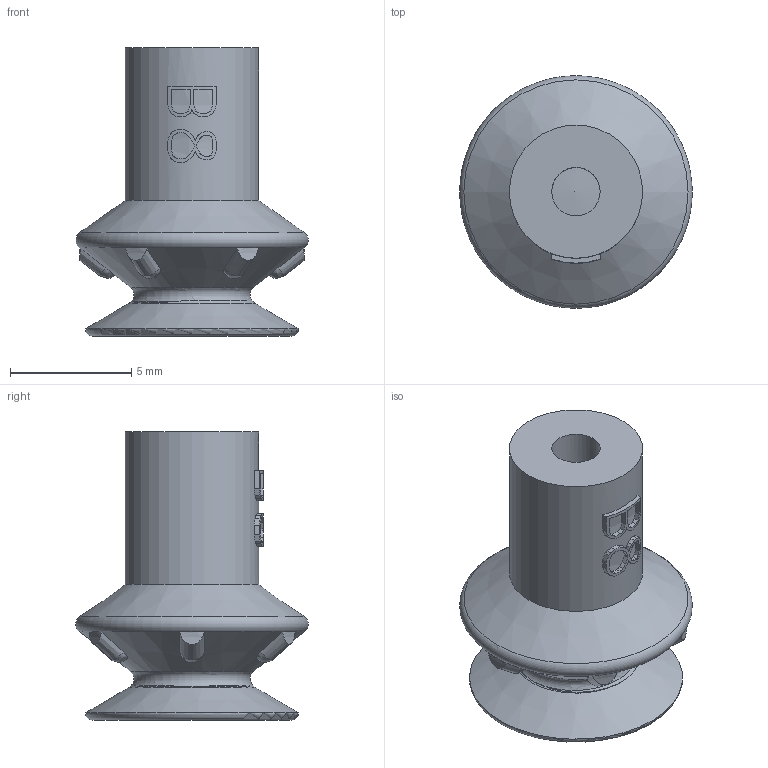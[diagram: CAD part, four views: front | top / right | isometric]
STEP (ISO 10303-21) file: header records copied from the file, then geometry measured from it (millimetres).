
FILE_DESCRIPTION(/* description */ ('Unknown'),/* implementation_level */ '2;1');
FILE_NAME(/* name */ 'S_A002_BXXX',/* time_stamp */ '2018-11-01T10:23:43+01:00',/* author */ ('Unknown'),/* organization */ ('Unknown'),/* preprocessor_version */ 'ST-DEVELOPER v16.7',/* originating_system */ 'DEX',/* authorisation */ $);
FILE_SCHEMA (('AUTOMOTIVE_DESIGN {1 0 10303 214 3 1 1}'));
Length unit declared in the file: millimetre
Products named in the file (4): S_A002_BXXX; A002_B8; Fitting_blank
Assembly tree (3 placements, depth 3):
  S_A002_BXXX
    A002_B8
      A002_B8
    Fitting_blank
Bounding box: 9.6 x 9.6 x 11.9 mm (x, y, z)
Volume: 386.2 mm3; surface area: 417.5 mm2
Topology: 1 solids, 1 shells, 141 faces, 385 edges, 251 vertices
Faces by surface type: plane 98, bspline 18, cylinder 14, cone 7, torus 4
Full cylindrical faces by diameter (mm): 2 x1, 5.5 x1
Entity records: 5041 total; most frequent: CARTESIAN_POINT 1471, DIRECTION 761, ORIENTED_EDGE 730, EDGE_CURVE 365, AXIS2_PLACEMENT_3D 323, VERTEX_POINT 244, FACE_BOUND 159, EDGE_LOOP 156
